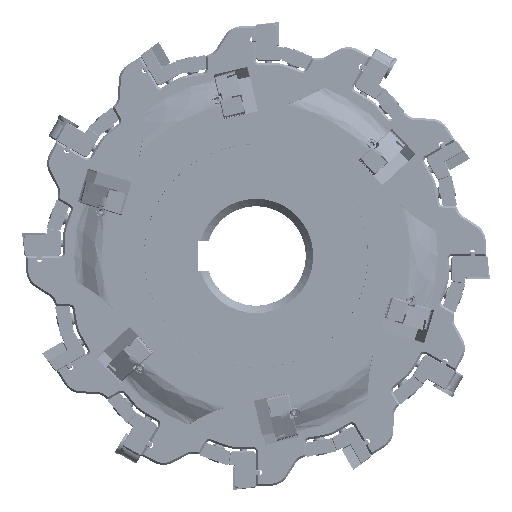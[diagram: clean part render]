
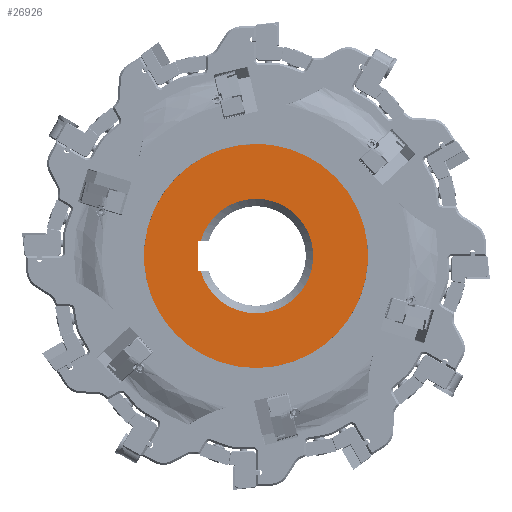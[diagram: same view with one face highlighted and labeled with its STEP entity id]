
A CAD part, left-side view. The second image highlights one B-rep face of the part: STEP entity #26926.
In plain terms, the highlighted free-form (B-spline) face has degree [1, 1] with [2, 2] control points.
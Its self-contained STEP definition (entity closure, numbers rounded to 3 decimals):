
#23510 = VERTEX_POINT('',#23511);
#23511 = CARTESIAN_POINT('',(-17.759,0.,
    49.947));
#23516 = EDGE_CURVE('',#23510,#23510,#23517,.T.);
#23517 = ( BOUNDED_CURVE() B_SPLINE_CURVE(2,(#23518,#23519,#23520,#23521
    ,#23522,#23523,#23524),.UNSPECIFIED.,.T.,.F.) 
B_SPLINE_CURVE_WITH_KNOTS((3,2,2,3),(3.142,5.236,
7.33,9.425),.PIECEWISE_BEZIER_KNOTS.) CURVE() 
GEOMETRIC_REPRESENTATION_ITEM() RATIONAL_B_SPLINE_CURVE((1.,0.5,1.,0.5,
1.,0.5,1.)) REPRESENTATION_ITEM('') );
#23518 = CARTESIAN_POINT('',(-17.759,0.,
    49.947));
#23519 = CARTESIAN_POINT('',(-17.759,86.51,
    49.947));
#23520 = CARTESIAN_POINT('',(-17.759,43.255,
    -24.973));
#23521 = CARTESIAN_POINT('',(-17.759,0.,
    -99.893));
#23522 = CARTESIAN_POINT('',(-17.759,-43.255,
    -24.973));
#23523 = CARTESIAN_POINT('',(-17.759,-86.51,
    49.947));
#23524 = CARTESIAN_POINT('',(-17.759,0.,
    49.947));
#26766 = VERTEX_POINT('',#26767);
#26767 = CARTESIAN_POINT('',(-17.759,25.861,
    6.327));
#26772 = EDGE_CURVE('',#26773,#26766,#26775,.T.);
#26773 = VERTEX_POINT('',#26774);
#26774 = CARTESIAN_POINT('',(-17.759,25.528,
    6.66));
#26775 = ( BOUNDED_CURVE() B_SPLINE_CURVE(2,(#26776,#26777,#26778),
.UNSPECIFIED.,.F.,.F.) B_SPLINE_CURVE_WITH_KNOTS((3,3),(5.498,
7.069),.PIECEWISE_BEZIER_KNOTS.) CURVE() 
GEOMETRIC_REPRESENTATION_ITEM() RATIONAL_B_SPLINE_CURVE((1.,
0.707,1.)) REPRESENTATION_ITEM('') );
#26776 = CARTESIAN_POINT('',(-17.759,25.528,
    6.66));
#26777 = CARTESIAN_POINT('',(-17.759,25.861,
    6.66));
#26778 = CARTESIAN_POINT('',(-17.759,25.861,
    6.327));
#26814 = VERTEX_POINT('',#26815);
#26815 = CARTESIAN_POINT('',(-17.759,24.644,
    6.66));
#26821 = EDGE_CURVE('',#26773,#26814,#26822,.T.);
#26822 = B_SPLINE_CURVE_WITH_KNOTS('',1,(#26823,#26824),.UNSPECIFIED.,
  .F.,.F.,(2,2),(-38.6,-37.804),.PIECEWISE_BEZIER_KNOTS.);
#26823 = CARTESIAN_POINT('',(-17.759,25.528,
    6.66));
#26824 = CARTESIAN_POINT('',(-17.759,24.644,
    6.66));
#26835 = VERTEX_POINT('',#26836);
#26836 = CARTESIAN_POINT('',(-17.759,25.528,
    -6.66));
#26841 = EDGE_CURVE('',#26842,#26835,#26844,.T.);
#26842 = VERTEX_POINT('',#26843);
#26843 = CARTESIAN_POINT('',(-17.759,25.861,
    -6.327));
#26844 = ( BOUNDED_CURVE() B_SPLINE_CURVE(2,(#26845,#26846,#26847),
.UNSPECIFIED.,.F.,.F.) B_SPLINE_CURVE_WITH_KNOTS((3,3),(5.498,
7.069),.PIECEWISE_BEZIER_KNOTS.) CURVE() 
GEOMETRIC_REPRESENTATION_ITEM() RATIONAL_B_SPLINE_CURVE((1.,
0.707,1.)) REPRESENTATION_ITEM('') );
#26845 = CARTESIAN_POINT('',(-17.759,25.861,
    -6.327));
#26846 = CARTESIAN_POINT('',(-17.759,25.861,
    -6.66));
#26847 = CARTESIAN_POINT('',(-17.759,25.528,
    -6.66));
#26866 = EDGE_CURVE('',#26842,#26766,#26867,.T.);
#26867 = B_SPLINE_CURVE_WITH_KNOTS('',1,(#26868,#26869),.UNSPECIFIED.,
  .F.,.F.,(2,2),(-2.7,8.7),.PIECEWISE_BEZIER_KNOTS.);
#26868 = CARTESIAN_POINT('',(-17.759,25.861,
    -6.327));
#26869 = CARTESIAN_POINT('',(-17.759,25.861,
    6.327));
#26881 = EDGE_CURVE('',#26882,#26814,#26884,.T.);
#26882 = VERTEX_POINT('',#26883);
#26883 = CARTESIAN_POINT('',(-17.759,24.644,
    -6.66));
#26884 = ( BOUNDED_CURVE() B_SPLINE_CURVE(2,(#26885,#26886,#26887,#26888
    ,#26889,#26890,#26891),.UNSPECIFIED.,.F.,.F.) 
B_SPLINE_CURVE_WITH_KNOTS((3,2,2,3),(3.406,5.324,
7.242,9.161),.PIECEWISE_BEZIER_KNOTS.) CURVE() 
GEOMETRIC_REPRESENTATION_ITEM() RATIONAL_B_SPLINE_CURVE((1.,
    0.574,1.,0.574,1.,0.574,1.)) 
REPRESENTATION_ITEM('') );
#26885 = CARTESIAN_POINT('',(-17.759,24.644,
    -6.66));
#26886 = CARTESIAN_POINT('',(-17.759,15.148,
    -41.802));
#26887 = CARTESIAN_POINT('',(-17.759,-14.657,
    -20.901));
#26888 = CARTESIAN_POINT('',(-17.759,-44.462,
    0.));
#26889 = CARTESIAN_POINT('',(-17.759,-14.657,
    20.901));
#26890 = CARTESIAN_POINT('',(-17.759,15.148,
    41.802));
#26891 = CARTESIAN_POINT('',(-17.759,24.644,
    6.66));
#26926 = ADVANCED_FACE('',(#26927,#26930),#26942,.T.);
#26927 = FACE_BOUND('',#26928,.T.);
#26928 = EDGE_LOOP('',(#26929));
#26929 = ORIENTED_EDGE('',*,*,#23516,.T.);
#26930 = FACE_BOUND('',#26931,.T.);
#26931 = EDGE_LOOP('',(#26932,#26933,#26938,#26939,#26940,#26941));
#26932 = ORIENTED_EDGE('',*,*,#26881,.F.);
#26933 = ORIENTED_EDGE('',*,*,#26934,.T.);
#26934 = EDGE_CURVE('',#26882,#26835,#26935,.T.);
#26935 = B_SPLINE_CURVE_WITH_KNOTS('',1,(#26936,#26937),.UNSPECIFIED.,
  .F.,.F.,(2,2),(49.454,50.25),.PIECEWISE_BEZIER_KNOTS.);
#26936 = CARTESIAN_POINT('',(-17.759,24.644,
    -6.66));
#26937 = CARTESIAN_POINT('',(-17.759,25.528,
    -6.66));
#26938 = ORIENTED_EDGE('',*,*,#26841,.F.);
#26939 = ORIENTED_EDGE('',*,*,#26866,.T.);
#26940 = ORIENTED_EDGE('',*,*,#26772,.F.);
#26941 = ORIENTED_EDGE('',*,*,#26821,.T.);
#26942 = B_SPLINE_SURFACE_WITH_KNOTS('',1,1,(
    (#26943,#26944)
    ,(#26945,#26946
    )),.UNSPECIFIED.,.F.,.F.,.F.,(2,2),(2,2),(-45.,45.),(9.5,99.5),
  .PIECEWISE_BEZIER_KNOTS.);
#26943 = CARTESIAN_POINT('',(-17.759,-49.947,
    -49.947));
#26944 = CARTESIAN_POINT('',(-17.759,49.947,
    -49.947));
#26945 = CARTESIAN_POINT('',(-17.759,-49.947,
    49.947));
#26946 = CARTESIAN_POINT('',(-17.759,49.947,
    49.947));
